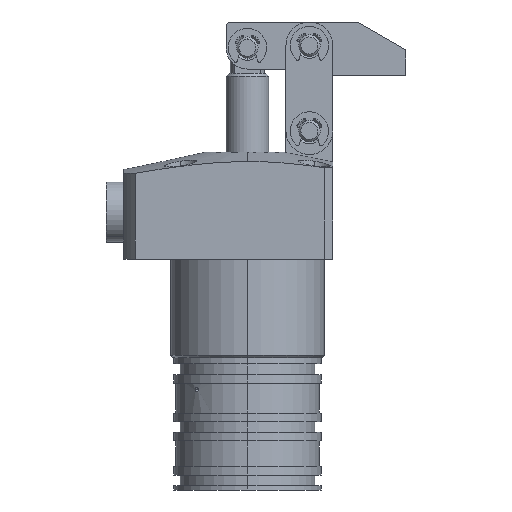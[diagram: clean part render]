
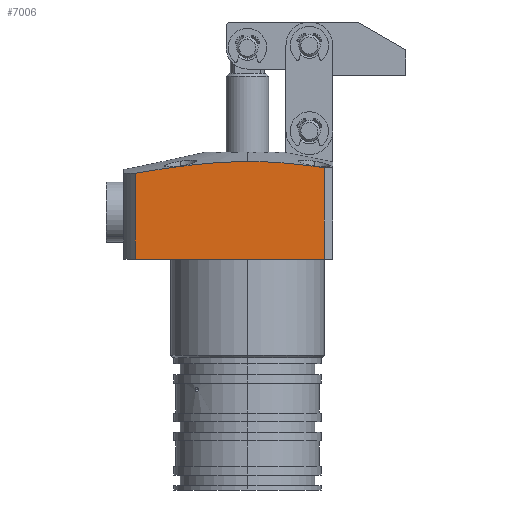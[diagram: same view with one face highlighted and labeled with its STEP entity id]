
A CAD part, front view. The second image highlights one B-rep face of the part: STEP entity #7006.
In plain terms, the highlighted face is planar.
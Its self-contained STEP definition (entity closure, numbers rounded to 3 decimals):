
#35 = VERTEX_POINT ( 'NONE', #1606 ) ;
#147 = CARTESIAN_POINT ( 'NONE',  ( -26.249, 23., 20. ) ) ;
#242 = ORIENTED_EDGE ( 'NONE', *, *, #2048, .T. ) ;
#246 = ORIENTED_EDGE ( 'NONE', *, *, #2814, .T. ) ;
#318 = CARTESIAN_POINT ( 'NONE',  ( 18., 0., 20. ) ) ;
#724 = CARTESIAN_POINT ( 'NONE',  ( 0., 45.874, 20. ) ) ;
#1097 = EDGE_CURVE ( 'NONE', #2876, #4619, #2686, .T. ) ;
#1228 = ORIENTED_EDGE ( 'NONE', *, *, #6625, .F. ) ;
#1248 = CARTESIAN_POINT ( 'NONE',  ( 18., 23., 20. ) ) ;
#1393 = DIRECTION ( 'NONE',  ( 0., 1., 0. ) ) ;
#1606 = CARTESIAN_POINT ( 'NONE',  ( -26.249, 43.111, 20. ) ) ;
#1655 = CARTESIAN_POINT ( 'NONE',  ( -8.8, 45.502, 20. ) ) ;
#1708 = CARTESIAN_POINT ( 'NONE',  ( 15.015, 44.831, 20. ) ) ;
#1878 = PLANE ( 'NONE',  #1921 ) ;
#1921 = AXIS2_PLACEMENT_3D ( 'NONE', #5413, #6833, #2593 ) ;
#1964 = FACE_OUTER_BOUND ( 'NONE', #8692, .T. ) ;
#2048 = EDGE_CURVE ( 'NONE', #3824, #35, #4122, .T. ) ;
#2092 = CARTESIAN_POINT ( 'NONE',  ( -26.249, 0., 20. ) ) ;
#2349 = CARTESIAN_POINT ( 'NONE',  ( -15.36, 44.779, 20. ) ) ;
#2593 = DIRECTION ( 'NONE',  ( 1., 0., 0. ) ) ;
#2673 = VERTEX_POINT ( 'NONE', #147 ) ;
#2686 = LINE ( 'NONE', #318, #7876 ) ;
#2814 = EDGE_CURVE ( 'NONE', #4619, #3824, #3344, .T. ) ;
#2876 = VERTEX_POINT ( 'NONE', #8806 ) ;
#3075 = CARTESIAN_POINT ( 'NONE',  ( -21.9, 43.83, 20. ) ) ;
#3277 = VECTOR ( 'NONE', #6904, 1000. ) ;
#3344 = B_SPLINE_CURVE_WITH_KNOTS ( 'NONE', 3,
 ( #6651, #1708, #8073, #3834, #8772, #4536 ),
 .UNSPECIFIED., .F., .F.,
 ( 4, 2, 4 ),
 ( 0., 0.009, 0.018 ),
 .UNSPECIFIED. ) ;
#3776 = CARTESIAN_POINT ( 'NONE',  ( -26.249, 43.111, 20. ) ) ;
#3824 = VERTEX_POINT ( 'NONE', #724 ) ;
#3834 = CARTESIAN_POINT ( 'NONE',  ( 6.028, 45.724, 20. ) ) ;
#4079 = EDGE_CURVE ( 'NONE', #2876, #2673, #7035, .T. ) ;
#4122 = B_SPLINE_CURVE_WITH_KNOTS ( 'NONE', 3,
 ( #5170, #7993, #5880, #1655, #6599, #2349, #7296, #3075, #8026, #3776 ),
 .UNSPECIFIED., .F., .F.,
 ( 4, 2, 2, 2, 4 ),
 ( 0.018, 0.025, 0.031, 0.038, 0.044 ),
 .UNSPECIFIED. ) ;
#4422 = DIRECTION ( 'NONE',  ( 0., 1., 0. ) ) ;
#4536 = CARTESIAN_POINT ( 'NONE',  ( 0., 45.874, 20. ) ) ;
#4619 = VERTEX_POINT ( 'NONE', #8902 ) ;
#5170 = CARTESIAN_POINT ( 'NONE',  ( 0., 45.874, 20. ) ) ;
#5413 = CARTESIAN_POINT ( 'NONE',  ( 0., 0., 20. ) ) ;
#5880 = CARTESIAN_POINT ( 'NONE',  ( -4.409, 45.795, 20. ) ) ;
#5973 = LINE ( 'NONE', #2092, #6974 ) ;
#6599 = CARTESIAN_POINT ( 'NONE',  ( -10.989, 45.291, 20. ) ) ;
#6625 = EDGE_CURVE ( 'NONE', #2673, #35, #5973, .T. ) ;
#6651 = CARTESIAN_POINT ( 'NONE',  ( 18., 44.406, 20. ) ) ;
#6833 = DIRECTION ( 'NONE',  ( 0., 0., 1. ) ) ;
#6904 = DIRECTION ( 'NONE',  ( -1., 0., 0. ) ) ;
#6974 = VECTOR ( 'NONE', #1393, 1000. ) ;
#7006 = ADVANCED_FACE ( 'NONE', ( #1964 ), #1878, .T. ) ;
#7035 = LINE ( 'NONE', #1248, #3277 ) ;
#7296 = CARTESIAN_POINT ( 'NONE',  ( -17.542, 44.481, 20. ) ) ;
#7800 = ORIENTED_EDGE ( 'NONE', *, *, #4079, .F. ) ;
#7876 = VECTOR ( 'NONE', #4422, 1000. ) ;
#7993 = CARTESIAN_POINT ( 'NONE',  ( -2.208, 45.874, 20. ) ) ;
#8026 = CARTESIAN_POINT ( 'NONE',  ( -24.076, 43.479, 20. ) ) ;
#8073 = CARTESIAN_POINT ( 'NONE',  ( 12.025, 45.199, 20. ) ) ;
#8692 = EDGE_LOOP ( 'NONE', ( #8725, #246, #242, #1228, #7800 ) ) ;
#8725 = ORIENTED_EDGE ( 'NONE', *, *, #1097, .T. ) ;
#8772 = CARTESIAN_POINT ( 'NONE',  ( 3.02, 45.874, 20. ) ) ;
#8806 = CARTESIAN_POINT ( 'NONE',  ( 18., 23., 20. ) ) ;
#8902 = CARTESIAN_POINT ( 'NONE',  ( 18., 44.406, 20. ) ) ;
